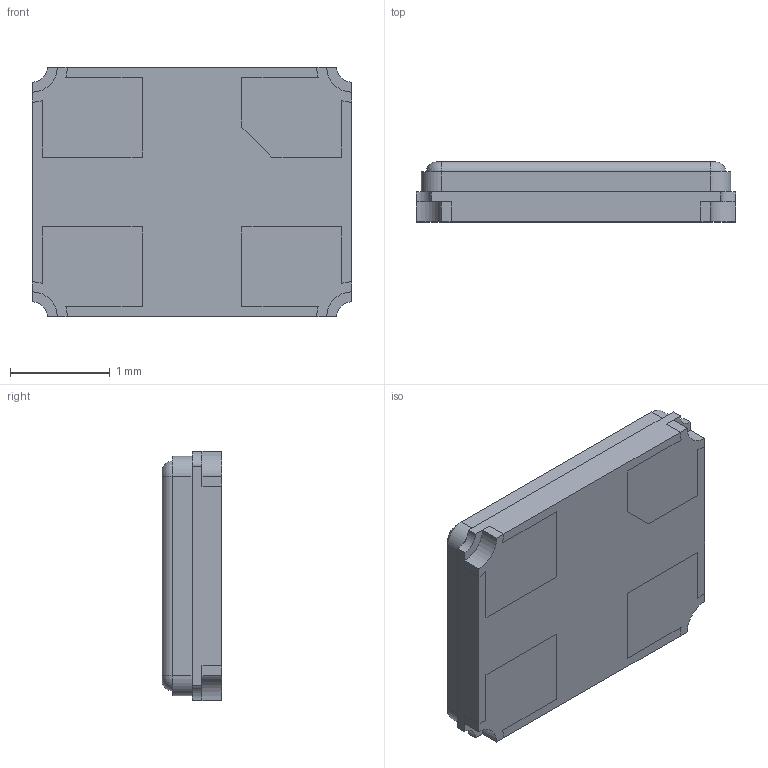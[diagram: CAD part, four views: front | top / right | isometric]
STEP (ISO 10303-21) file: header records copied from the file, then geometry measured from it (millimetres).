
FILE_DESCRIPTION (( 'STEP AP214' ), '1' );
FILE_NAME ('TSX-3225 25.0000MF20P-C0.STEP', '2020-01-27T08:54:11', ( '' ), ( '' ), 'SwSTEP 2.0', 'SolidWorks 2017', '' );
FILE_SCHEMA (( 'AUTOMOTIVE_DESIGN' ));
Length unit declared in the file: millimetre
Products named in the file (1): TSX-3225 25.0000MF20P-C0
Bounding box: 3.2 x 0.6 x 2.5 mm (x, y, z)
Volume: 4.5 mm3; surface area: 62.1 mm2
Topology: 7 solids, 7 shells, 104 faces, 270 edges, 180 vertices
Faces by surface type: plane 68, cylinder 32, torus 4
Entity records: 3274 total; most frequent: CARTESIAN_POINT 555, DIRECTION 552, ORIENTED_EDGE 540, EDGE_CURVE 270, VECTOR 198, LINE 198, VERTEX_POINT 180, AXIS2_PLACEMENT_3D 177
